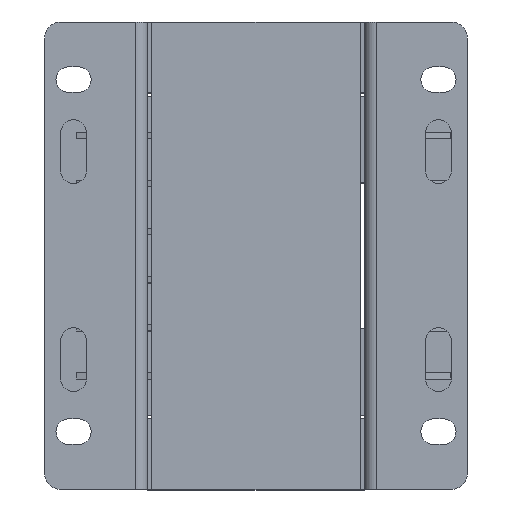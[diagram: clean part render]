
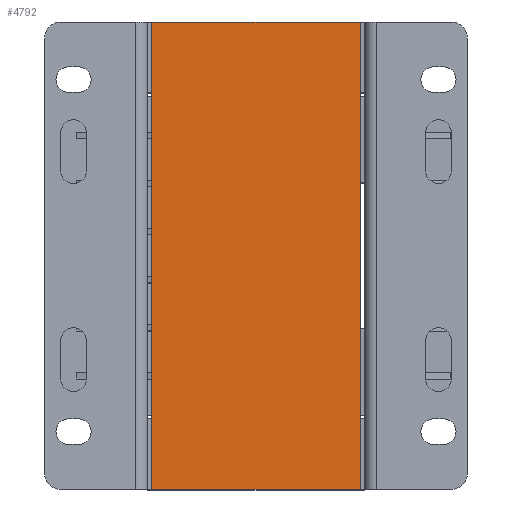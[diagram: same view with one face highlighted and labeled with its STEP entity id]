
A CAD part, top view. The second image highlights one B-rep face of the part: STEP entity #4792.
In plain terms, the highlighted face is planar.
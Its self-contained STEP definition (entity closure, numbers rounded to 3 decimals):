
#4321=DIRECTION('',(1.,0.,0.));
#4322=VECTOR('',#4321,146.);
#4323=CARTESIAN_POINT('',(-73.,-49.,0.));
#4324=LINE('',#4323,#4322);
#4425=DIRECTION('',(0.,0.,1.));
#4426=VECTOR('',#4425,65.);
#4427=CARTESIAN_POINT('',(73.,-49.,0.));
#4428=LINE('',#4427,#4426);
#4429=DIRECTION('',(0.,0.,1.));
#4430=VECTOR('',#4429,65.);
#4431=CARTESIAN_POINT('',(-73.,-49.,0.));
#4432=LINE('',#4431,#4430);
#4477=DIRECTION('',(1.,0.,0.));
#4478=VECTOR('',#4477,146.);
#4479=CARTESIAN_POINT('',(-73.,-49.,65.));
#4480=LINE('',#4479,#4478);
#4518=CARTESIAN_POINT('',(-73.,-49.,0.));
#4520=VERTEX_POINT('',#4518);
#4521=CARTESIAN_POINT('',(73.,-49.,0.));
#4522=VERTEX_POINT('',#4521);
#4542=CARTESIAN_POINT('',(-73.,-49.,65.));
#4544=VERTEX_POINT('',#4542);
#4545=CARTESIAN_POINT('',(73.,-49.,65.));
#4546=VERTEX_POINT('',#4545);
#4780=CARTESIAN_POINT('',(-73.,-49.,0.));
#4781=DIRECTION('',(0.,-1.,0.));
#4782=DIRECTION('',(1.,0.,0.));
#4783=AXIS2_PLACEMENT_3D('',#4780,#4781,#4782);
#4784=PLANE('',#4783);
#4785=ORIENTED_EDGE('',*,*,#4588,.F.);
#4786=ORIENTED_EDGE('',*,*,#4635,.T.);
#4788=ORIENTED_EDGE('',*,*,#4787,.T.);
#4789=ORIENTED_EDGE('',*,*,#4772,.F.);
#4790=EDGE_LOOP('',(#4785,#4786,#4788,#4789));
#4791=FACE_OUTER_BOUND('',#4790,.F.);
#4792=ADVANCED_FACE('',(#4791),#4784,.T.);
#4588=EDGE_CURVE('',#4520,#4522,#4324,.T.);
#4635=EDGE_CURVE('',#4520,#4544,#4432,.T.);
#4772=EDGE_CURVE('',#4522,#4546,#4428,.T.);
#4787=EDGE_CURVE('',#4544,#4546,#4480,.T.);
